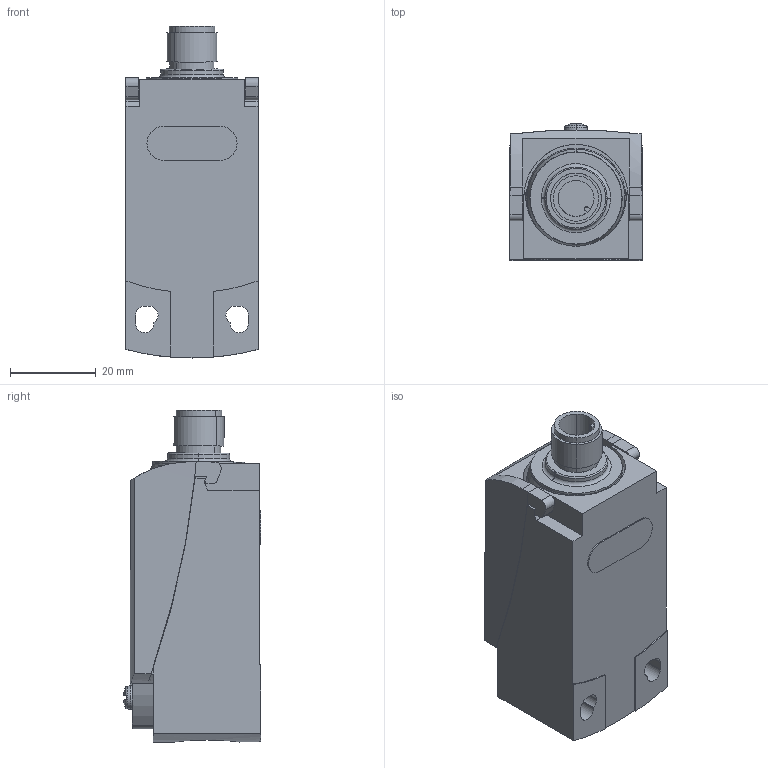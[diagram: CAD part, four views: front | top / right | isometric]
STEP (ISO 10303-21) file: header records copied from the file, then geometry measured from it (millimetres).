
FILE_DESCRIPTION(('STEP AP242'),'1');
FILE_NAME('switch_zcp21m12.stp','2019-10-16T16:25:16',('TraceParts'),('TraceParts S.A.'),'Spatial InterOp 3D',' ',' ');
FILE_SCHEMA(('AP242_MANAGED_MODEL_BASED_3D_ENGINEERING_MIM_LF {1 0 10303 442 1 1 4}'));
Length unit declared in the file: millimetre
Products named in the file (1): switch_zcp21m12_1
Bounding box: 30.82 x 32.02 x 77.36 mm (x, y, z)
Volume: 23342.1 mm3; surface area: 20517.5 mm2
Topology: 5 solids, 5 shells, 258 faces, 672 edges, 432 vertices
Faces by surface type: plane 123, cylinder 82, torus 30, cone 15, sphere 6, extrusion 2
Entity records: 8287 total; most frequent: CARTESIAN_POINT 1801, DIRECTION 1405, ORIENTED_EDGE 1336, EDGE_CURVE 668, AXIS2_PLACEMENT_3D 541, VERTEX_POINT 432, VECTOR 323, LINE 321
